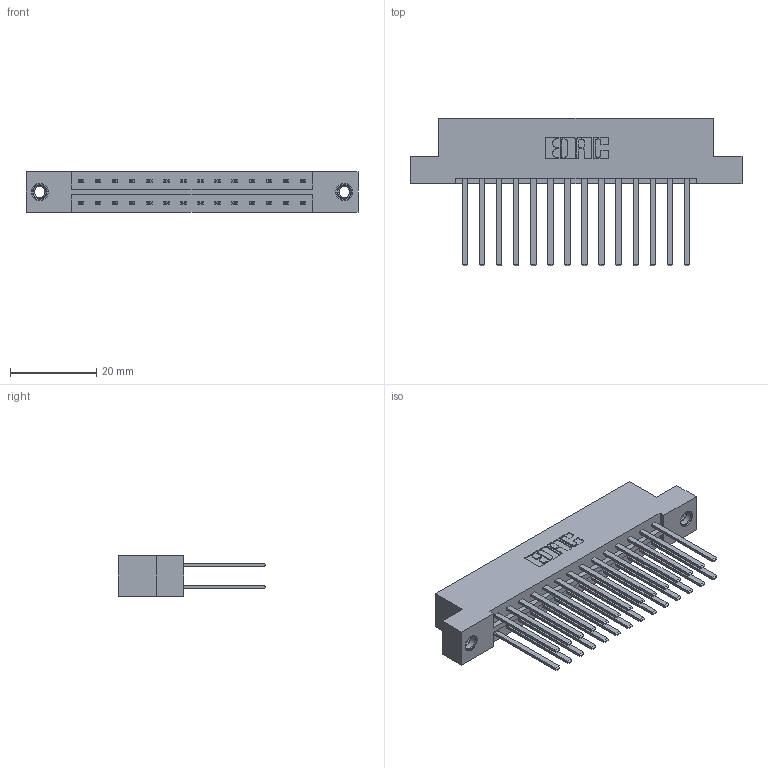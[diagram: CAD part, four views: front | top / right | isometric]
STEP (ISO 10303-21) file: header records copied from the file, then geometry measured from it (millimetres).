
FILE_DESCRIPTION (( 'STEP AP203' ), '1' );
FILE_NAME ('333-028-544-207.STEP', '2018-08-02T15:31:01', ( '' ), ( '' ), 'SwSTEP 2.0', 'SolidWorks 2016', '' );
FILE_SCHEMA (( 'CONFIG_CONTROL_DESIGN' ));
Length unit declared in the file: inch
Products named in the file (4): 333 Part_Flush - .156 Dia - TI; 345-292-001_345-293-144; 345-250-001_345-250-005-103; 333-028-544-207
Assembly tree (31 placements, depth 2):
  333-028-544-207
    333 Part_Flush - .156 Dia - TI
    345-292-001_345-293-144  x28
    345-250-001_345-250-005-103  x2
Bounding box: 77.01 x 34.3 x 9.4 mm (x, y, z)
Volume: 7979.7 mm3; surface area: 10431 mm2
Topology: 31 solids, 31 shells, 1462 faces, 4283 edges, 2810 vertices
Faces by surface type: plane 998, cylinder 448, cone 12, torus 4
Entity records: 13630 total; most frequent: CARTESIAN_POINT 2273, ORIENTED_EDGE 2202, DIRECTION 2019, EDGE_CURVE 1101, VECTOR 957, LINE 957, VERTEX_POINT 728, AXIS2_PLACEMENT_3D 531
